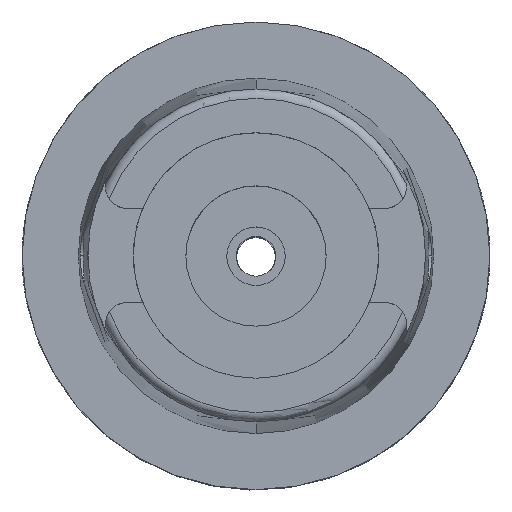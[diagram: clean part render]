
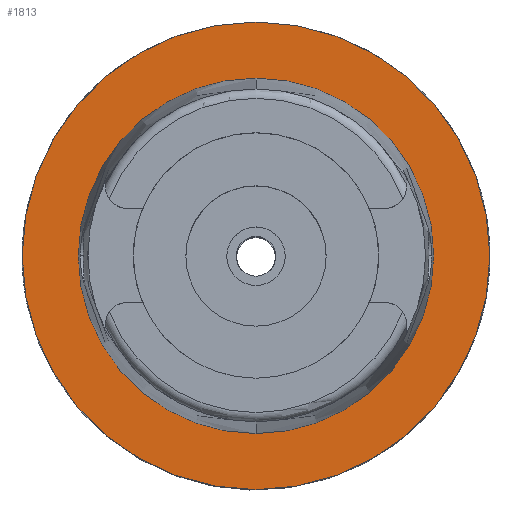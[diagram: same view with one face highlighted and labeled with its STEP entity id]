
A CAD part, top view. The second image highlights one B-rep face of the part: STEP entity #1813.
In plain terms, the highlighted planar face has unit normal (0, 0, 1).
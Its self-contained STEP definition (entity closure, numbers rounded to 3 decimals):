
#78 = CIRCLE ( 'NONE', #335, 20. ) ;
#267 = ORIENTED_EDGE ( 'NONE', *, *, #1770, .F. ) ;
#282 = PLANE ( 'NONE',  #1894 ) ;
#335 = AXIS2_PLACEMENT_3D ( 'NONE', #1099, #1984, #3581 ) ;
#510 = EDGE_LOOP ( 'NONE', ( #4995, #267 ) ) ;
#675 = CARTESIAN_POINT ( 'NONE',  ( 0., 0., 0. ) ) ;
#699 = EDGE_LOOP ( 'NONE', ( #5076, #5256 ) ) ;
#957 = CARTESIAN_POINT ( 'NONE',  ( 0., -15.2, 0. ) ) ;
#982 = VERTEX_POINT ( 'NONE', #957 ) ;
#1035 = AXIS2_PLACEMENT_3D ( 'NONE', #4697, #1040, #1901 ) ;
#1040 = DIRECTION ( 'NONE',  ( 0., 0., 1. ) ) ;
#1045 = CARTESIAN_POINT ( 'NONE',  ( 0., -20., 0. ) ) ;
#1080 = VERTEX_POINT ( 'NONE', #1045 ) ;
#1099 = CARTESIAN_POINT ( 'NONE',  ( 0., 0., 0. ) ) ;
#1174 = EDGE_CURVE ( 'NONE', #1080, #3489, #78, .T. ) ;
#1305 = CARTESIAN_POINT ( 'NONE',  ( 0., 0., 0. ) ) ;
#1491 = EDGE_CURVE ( 'NONE', #3489, #1080, #3735, .T. ) ;
#1511 = DIRECTION ( 'NONE',  ( 1., 0., 0. ) ) ;
#1540 = CIRCLE ( 'NONE', #1035, 15.2 ) ;
#1726 = EDGE_CURVE ( 'NONE', #1851, #982, #1540, .T. ) ;
#1770 = EDGE_CURVE ( 'NONE', #982, #1851, #3828, .T. ) ;
#1813 = ADVANCED_FACE ( 'NONE', ( #2734, #3982 ), #282, .T. ) ;
#1851 = VERTEX_POINT ( 'NONE', #5219 ) ;
#1894 = AXIS2_PLACEMENT_3D ( 'NONE', #3520, #5167, #1511 ) ;
#1901 = DIRECTION ( 'NONE',  ( 0., 1., 0. ) ) ;
#1984 = DIRECTION ( 'NONE',  ( 0., 0., -1. ) ) ;
#2294 = DIRECTION ( 'NONE',  ( 0., 0., 1. ) ) ;
#2723 = AXIS2_PLACEMENT_3D ( 'NONE', #1305, #3280, #4926 ) ;
#2734 = FACE_OUTER_BOUND ( 'NONE', #699, .T. ) ;
#3280 = DIRECTION ( 'NONE',  ( 0., 0., -1. ) ) ;
#3480 = AXIS2_PLACEMENT_3D ( 'NONE', #675, #2294, #5142 ) ;
#3489 = VERTEX_POINT ( 'NONE', #4904 ) ;
#3520 = CARTESIAN_POINT ( 'NONE',  ( 0., 0., 0. ) ) ;
#3581 = DIRECTION ( 'NONE',  ( 0., -1., 0. ) ) ;
#3735 = CIRCLE ( 'NONE', #2723, 20. ) ;
#3828 = CIRCLE ( 'NONE', #3480, 15.2 ) ;
#3982 = FACE_BOUND ( 'NONE', #510, .T. ) ;
#4697 = CARTESIAN_POINT ( 'NONE',  ( 0., 0., 0. ) ) ;
#4904 = CARTESIAN_POINT ( 'NONE',  ( 0., 20., 0. ) ) ;
#4926 = DIRECTION ( 'NONE',  ( 0., 1., 0. ) ) ;
#4995 = ORIENTED_EDGE ( 'NONE', *, *, #1726, .F. ) ;
#5076 = ORIENTED_EDGE ( 'NONE', *, *, #1491, .F. ) ;
#5142 = DIRECTION ( 'NONE',  ( 0., -1., 0. ) ) ;
#5167 = DIRECTION ( 'NONE',  ( 0., 0., 1. ) ) ;
#5219 = CARTESIAN_POINT ( 'NONE',  ( 0., 15.2, 0. ) ) ;
#5256 = ORIENTED_EDGE ( 'NONE', *, *, #1174, .F. ) ;
